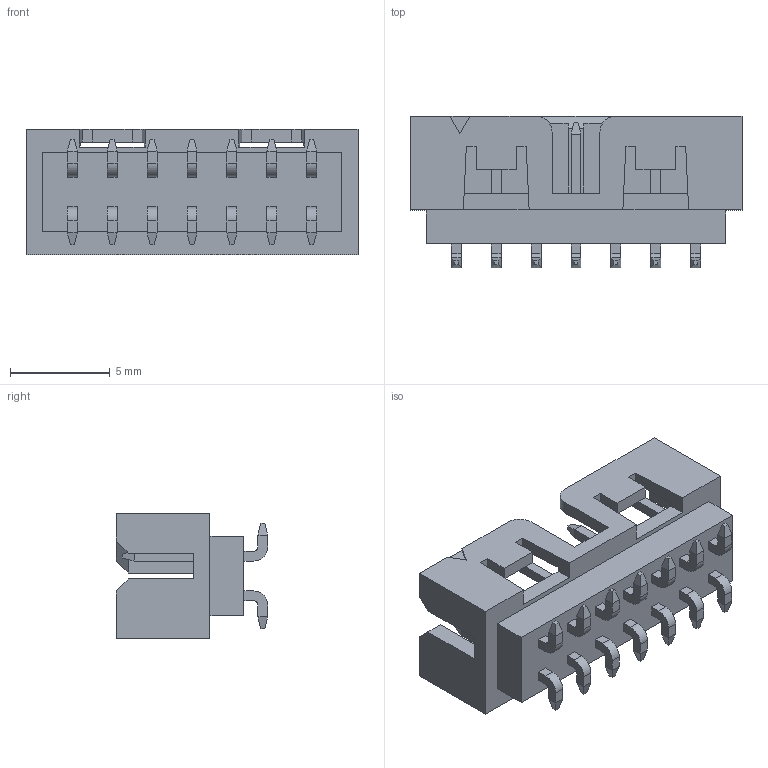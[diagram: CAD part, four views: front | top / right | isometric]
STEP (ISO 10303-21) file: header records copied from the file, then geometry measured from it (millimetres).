
FILE_DESCRIPTION(('FreeCAD Model'),'2;1');
FILE_NAME('Open CASCADE Shape Model','2023-01-10T09:00:37',(''),(''), 'Open CASCADE STEP processor 7.6','FreeCAD','Unknown');
FILE_SCHEMA(('AUTOMOTIVE_DESIGN { 1 0 10303 214 1 1 1 1 }'));
Length unit declared in the file: millimetre
Products named in the file (2): 878321412; SOLID
Assembly tree (1 placements, depth 2):
  878321412
    SOLID
Bounding box: 16.65 x 7.6 x 6.3 mm (x, y, z)
Volume: 297.7 mm3; surface area: 759.8 mm2
Topology: 1 solids, 1 shells, 387 faces, 960 edges, 600 vertices
Faces by surface type: plane 357, cylinder 30
Entity records: 13888 total; most frequent: CARTESIAN_POINT 1959, ORIENTED_EDGE 1920, DIRECTION 1796, EDGE_CURVE 960, LINE 898, VECTOR 898, VERTEX_POINT 600, AXIS2_PLACEMENT_3D 449
